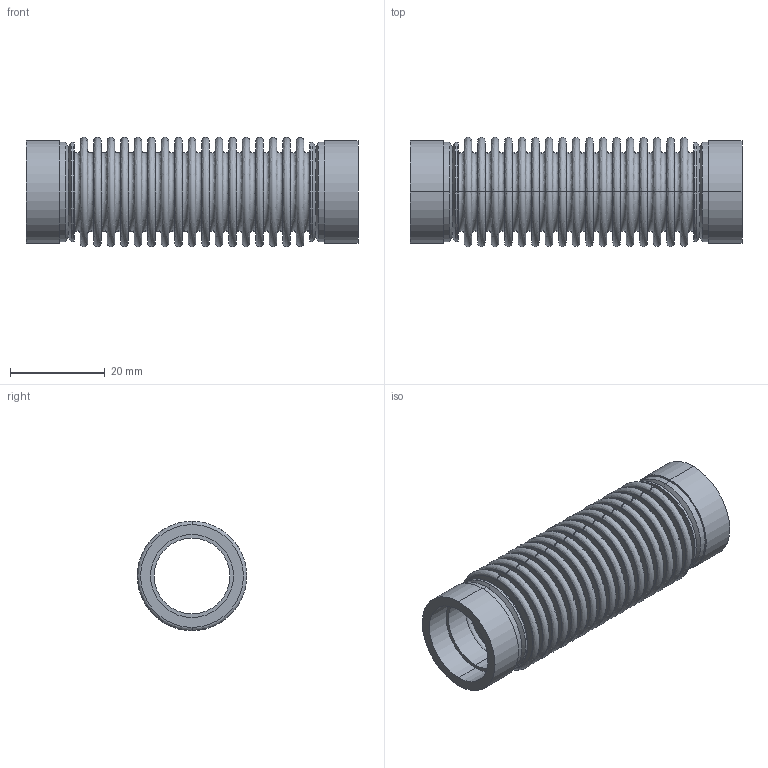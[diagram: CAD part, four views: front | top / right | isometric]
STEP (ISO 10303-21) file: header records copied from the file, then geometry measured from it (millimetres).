
FILE_DESCRIPTION( (''), '2;1');
FILE_NAME ('CAD716.6088.PF16_26244.stp','2017-01-24T16:45:43',(''),(''),'spGate 12.6.6','','');
FILE_SCHEMA (('AUTOMOTIVE_DESIGN'));
Length unit declared in the file: millimetre
Products named in the file (4): Assembly; PF16-1; PF16-2L; PF16-2R
Assembly tree (3 placements, depth 2):
  Assembly
    PF16-1
    PF16-2L
    PF16-2R
Bounding box: 70 x 23.04 x 23.03 mm (x, y, z)
Volume: 4104.6 mm3; surface area: 21081.4 mm2
Topology: 3 solids, 3 shells, 252 faces, 504 edges, 332 vertices
Faces by surface type: bspline 148, plane 80, cylinder 24
Entity records: 14276 total; most frequent: CARTESIAN_POINT 5120, ORIENTED_EDGE 1008, DIRECTION 888, COLOUR_RGB 759, PRESENTATION_STYLE_ASSIGNMENT 759, STYLED_ITEM 759, EDGE_CURVE 504, DRAUGHTING_PRE_DEFINED_CURVE_FONT 504
